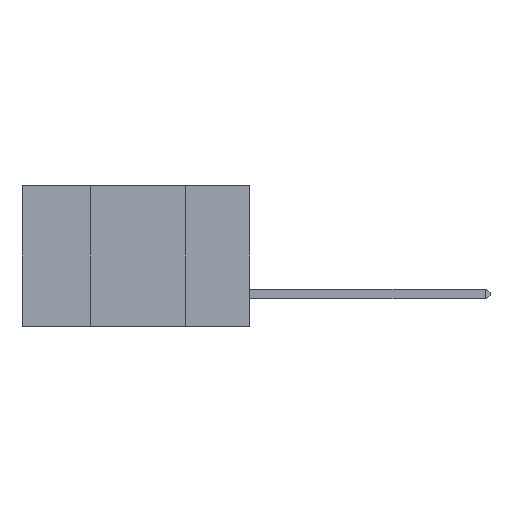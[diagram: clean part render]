
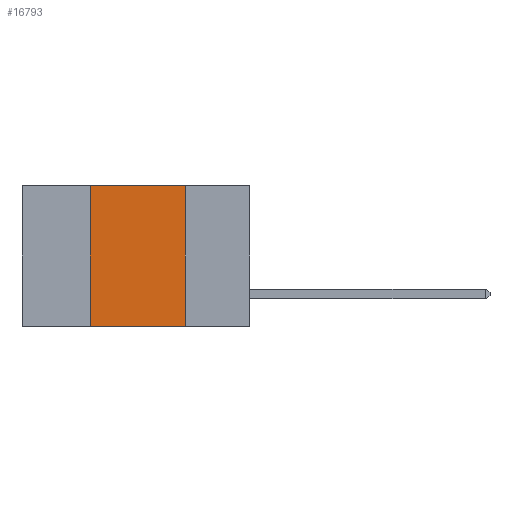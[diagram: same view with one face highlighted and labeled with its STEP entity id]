
A CAD part, left-side view. The second image highlights one B-rep face of the part: STEP entity #16793.
In plain terms, the highlighted planar face has unit normal (-1, 0, 0).
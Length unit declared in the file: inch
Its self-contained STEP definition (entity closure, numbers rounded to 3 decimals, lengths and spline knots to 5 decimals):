
#697 = EDGE_LOOP ( 'NONE', ( #24375, #8451, #25698, #16007 ) ) ;
#2013 = CARTESIAN_POINT ( 'NONE',  ( 0., 0.17, -0.37 ) ) ;
#3320 = CARTESIAN_POINT ( 'NONE',  ( 0., 0.6, 0. ) ) ;
#3342 = VERTEX_POINT ( 'NONE', #9582 ) ;
#3893 = VECTOR ( 'NONE', #15950, 39.37008 ) ;
#5451 = DIRECTION ( 'NONE',  ( 0., 0., -1. ) ) ;
#7054 = CARTESIAN_POINT ( 'NONE',  ( 0., 0.42, 0. ) ) ;
#7306 = VERTEX_POINT ( 'NONE', #2013 ) ;
#8448 = EDGE_CURVE ( 'NONE', #24476, #24175, #18700, .T. ) ;
#8451 = ORIENTED_EDGE ( 'NONE', *, *, #8448, .F. ) ;
#8799 = DIRECTION ( 'NONE',  ( 0., 0., 1. ) ) ;
#8976 = LINE ( 'NONE', #22174, #3893 ) ;
#9582 = CARTESIAN_POINT ( 'NONE',  ( 0., 0.42, -0.37 ) ) ;
#12462 = CARTESIAN_POINT ( 'NONE',  ( 0., 0.17, 0. ) ) ;
#14573 = CARTESIAN_POINT ( 'NONE',  ( 0., 0.17, 0. ) ) ;
#15891 = LINE ( 'NONE', #21247, #21376 ) ;
#15950 = DIRECTION ( 'NONE',  ( 0., -1., 0. ) ) ;
#16007 = ORIENTED_EDGE ( 'NONE', *, *, #25856, .T. ) ;
#16793 = ADVANCED_FACE ( 'NONE', ( #25712 ), #26325, .F. ) ;
#18072 = VECTOR ( 'NONE', #24671, 39.37008 ) ;
#18088 = EDGE_CURVE ( 'NONE', #24175, #7306, #24695, .T. ) ;
#18108 = DIRECTION ( 'NONE',  ( 1., 0., 0. ) ) ;
#18700 = LINE ( 'NONE', #22588, #18072 ) ;
#19462 = EDGE_CURVE ( 'NONE', #3342, #24476, #15891, .T. ) ;
#19807 = AXIS2_PLACEMENT_3D ( 'NONE', #3320, #18108, #5451 ) ;
#21247 = CARTESIAN_POINT ( 'NONE',  ( 0., 0.42, 0. ) ) ;
#21376 = VECTOR ( 'NONE', #8799, 39.37008 ) ;
#22174 = CARTESIAN_POINT ( 'NONE',  ( 0., 0.6, -0.37 ) ) ;
#22588 = CARTESIAN_POINT ( 'NONE',  ( 0., 0.6, 0. ) ) ;
#24175 = VERTEX_POINT ( 'NONE', #12462 ) ;
#24375 = ORIENTED_EDGE ( 'NONE', *, *, #18088, .F. ) ;
#24476 = VERTEX_POINT ( 'NONE', #7054 ) ;
#24671 = DIRECTION ( 'NONE',  ( 0., -1., 0. ) ) ;
#24695 = LINE ( 'NONE', #14573, #25350 ) ;
#25350 = VECTOR ( 'NONE', #26916, 39.37008 ) ;
#25698 = ORIENTED_EDGE ( 'NONE', *, *, #19462, .F. ) ;
#25712 = FACE_OUTER_BOUND ( 'NONE', #697, .T. ) ;
#25856 = EDGE_CURVE ( 'NONE', #3342, #7306, #8976, .T. ) ;
#26325 = PLANE ( 'NONE',  #19807 ) ;
#26916 = DIRECTION ( 'NONE',  ( 0., 0., -1. ) ) ;
